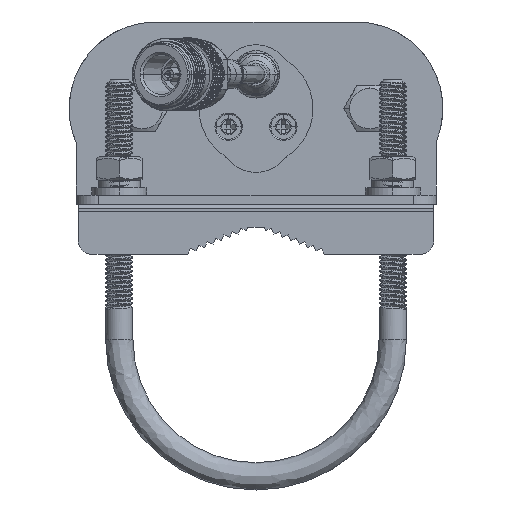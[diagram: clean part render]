
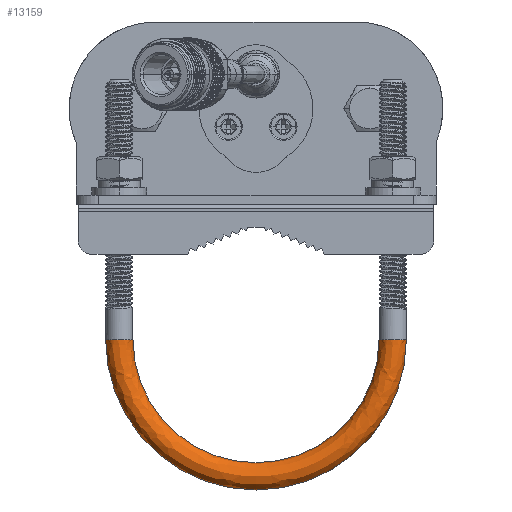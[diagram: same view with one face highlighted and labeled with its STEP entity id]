
A CAD part, front view. The second image highlights one B-rep face of the part: STEP entity #13159.
In plain terms, the highlighted free-form (B-spline) face has degree [3, 3] with [4, 4] control points.
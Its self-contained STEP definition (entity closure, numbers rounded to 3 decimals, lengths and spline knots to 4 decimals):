
#79 = EDGE_LOOP ( 'NONE', ( #157663, #158737, #104180, #108857 ) ) ;
#322 = CARTESIAN_POINT ( 'NONE',  ( -1.063, -3.5827, -4.122 ) ) ;
#3020 = CARTESIAN_POINT ( 'NONE',  ( -1.2992, -3.5827, -1.9961 ) ) ;
#10746 = CARTESIAN_POINT ( 'NONE',  ( 1.1811, -3.3465, -1.9961 ) ) ;
#11641 = DIRECTION ( 'NONE',  ( 0., 0., -1. ) ) ;
#13159 = ADVANCED_FACE ( 'NONE', ( #56793 ), #88624, .T. ) ;
#14898 = CARTESIAN_POINT ( 'NONE',  ( 1.063, -3.3465, -1.9961 ) ) ;
#16514 = VERTEX_POINT ( 'NONE', #17968 ) ;
#17430 = VERTEX_POINT ( 'NONE', #127557 ) ;
#17968 = CARTESIAN_POINT ( 'NONE',  ( -1.2992, -3.3465, -1.9961 ) ) ;
#19716 = DIRECTION ( 'NONE',  ( 0., 1., 0. ) ) ;
#26605 = CIRCLE ( 'NONE', #49812, 0.1181 ) ;
#34340 = CARTESIAN_POINT ( 'NONE',  ( 0., -3.3465, -1.9961 ) ) ;
#36314 = AXIS2_PLACEMENT_3D ( 'NONE', #83199, #96859, #95078 ) ;
#43997 = CARTESIAN_POINT ( 'NONE',  ( 1.2992, -3.5827, -4.5945 ) ) ;
#44884 = CARTESIAN_POINT ( 'NONE',  ( -1.2992, -3.3465, -4.5945 ) ) ;
#46112 = DIRECTION ( 'NONE',  ( 1., 0., 0. ) ) ;
#49812 = AXIS2_PLACEMENT_3D ( 'NONE', #10746, #11641, #148321 ) ;
#52960 = CIRCLE ( 'NONE', #119972, 1.063 ) ;
#55555 = VERTEX_POINT ( 'NONE', #130759 ) ;
#56793 = FACE_OUTER_BOUND ( 'NONE', #79, .T. ) ;
#69557 = CARTESIAN_POINT ( 'NONE',  ( -1.063, -3.3465, -1.9961 ) ) ;
#71360 = CARTESIAN_POINT ( 'NONE',  ( 1.2992, -3.3465, -4.5945 ) ) ;
#83199 = CARTESIAN_POINT ( 'NONE',  ( -1.1811, -3.3465, -1.9961 ) ) ;
#83254 = CARTESIAN_POINT ( 'NONE',  ( 1.2992, -3.3465, -1.9961 ) ) ;
#86341 = DIRECTION ( 'NONE',  ( 0., -1., 0. ) ) ;
#88624 =( BOUNDED_SURFACE ( )  B_SPLINE_SURFACE ( 3, 3, ( 
 ( #69557, #168837, #110569, #14898 ),
 ( #111474, #322, #127819, #98720 ),
 ( #3020, #166126, #43997, #96916 ),
 ( #114173, #44884, #71360, #83254 ) ),
 .UNSPECIFIED., .F., .F., .F. ) 
 B_SPLINE_SURFACE_WITH_KNOTS ( ( 4, 4 ),
 ( 4, 4 ),
 ( 0., 1. ),
 ( 0., 1. ),
 .UNSPECIFIED. ) 
 GEOMETRIC_REPRESENTATION_ITEM ( )  RATIONAL_B_SPLINE_SURFACE ( (
 ( 1., 0.333, 0.333, 1.),
 ( 0.333, 0.111, 0.111, 0.333),
 ( 0.333, 0.111, 0.111, 0.333),
 ( 1., 0.333, 0.333, 1.) ) ) 
 REPRESENTATION_ITEM ( '' )  SURFACE ( )  );
#95078 = DIRECTION ( 'NONE',  ( -1., 0., 0. ) ) ;
#96859 = DIRECTION ( 'NONE',  ( 0., 0., -1. ) ) ;
#96916 = CARTESIAN_POINT ( 'NONE',  ( 1.2992, -3.5827, -1.9961 ) ) ;
#98720 = CARTESIAN_POINT ( 'NONE',  ( 1.063, -3.5827, -1.9961 ) ) ;
#104180 = ORIENTED_EDGE ( 'NONE', *, *, #138154, .F. ) ;
#108857 = ORIENTED_EDGE ( 'NONE', *, *, #124797, .T. ) ;
#110569 = CARTESIAN_POINT ( 'NONE',  ( 1.063, -3.3465, -4.122 ) ) ;
#111474 = CARTESIAN_POINT ( 'NONE',  ( -1.063, -3.5827, -1.9961 ) ) ;
#114173 = CARTESIAN_POINT ( 'NONE',  ( -1.2992, -3.3465, -1.9961 ) ) ;
#114911 = CIRCLE ( 'NONE', #36314, 0.1181 ) ;
#117361 = CIRCLE ( 'NONE', #160920, 1.2992 ) ;
#119972 = AXIS2_PLACEMENT_3D ( 'NONE', #34340, #86341, #158225 ) ;
#124797 = EDGE_CURVE ( 'NONE', #55555, #169983, #26605, .T. ) ;
#127557 = CARTESIAN_POINT ( 'NONE',  ( -1.063, -3.3465, -1.9961 ) ) ;
#127819 = CARTESIAN_POINT ( 'NONE',  ( 1.063, -3.5827, -4.122 ) ) ;
#130759 = CARTESIAN_POINT ( 'NONE',  ( 1.2992, -3.3465, -1.9961 ) ) ;
#134185 = CARTESIAN_POINT ( 'NONE',  ( 0., -3.3465, -1.9961 ) ) ;
#134429 = CARTESIAN_POINT ( 'NONE',  ( 1.063, -3.3465, -1.9961 ) ) ;
#135297 = EDGE_CURVE ( 'NONE', #17430, #169983, #52960, .T. ) ;
#138154 = EDGE_CURVE ( 'NONE', #55555, #16514, #117361, .T. ) ;
#148321 = DIRECTION ( 'NONE',  ( 1., 0., 0. ) ) ;
#149895 = EDGE_CURVE ( 'NONE', #17430, #16514, #114911, .T. ) ;
#157663 = ORIENTED_EDGE ( 'NONE', *, *, #135297, .F. ) ;
#158225 = DIRECTION ( 'NONE',  ( 1., 0., 0. ) ) ;
#158737 = ORIENTED_EDGE ( 'NONE', *, *, #149895, .T. ) ;
#160920 = AXIS2_PLACEMENT_3D ( 'NONE', #134185, #19716, #46112 ) ;
#166126 = CARTESIAN_POINT ( 'NONE',  ( -1.2992, -3.5827, -4.5945 ) ) ;
#168837 = CARTESIAN_POINT ( 'NONE',  ( -1.063, -3.3465, -4.122 ) ) ;
#169983 = VERTEX_POINT ( 'NONE', #134429 ) ;
